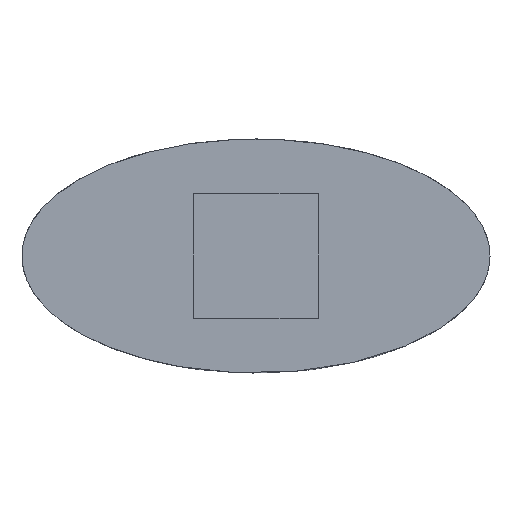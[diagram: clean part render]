
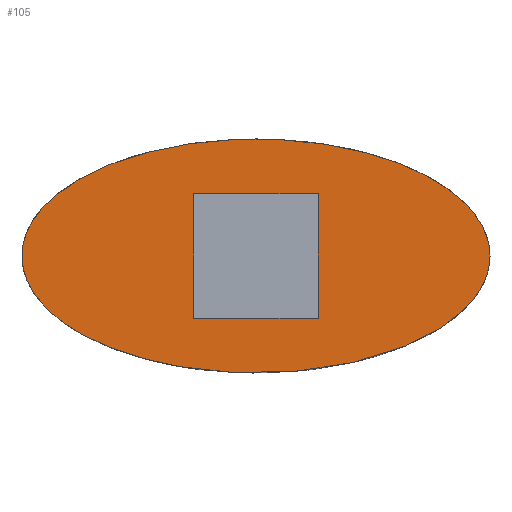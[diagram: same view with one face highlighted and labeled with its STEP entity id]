
A CAD part, left-side view. The second image highlights one B-rep face of the part: STEP entity #105.
In plain terms, the highlighted planar face has unit normal (-1, 0, 0).
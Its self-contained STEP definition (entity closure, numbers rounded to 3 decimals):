
#55=CARTESIAN_POINT('',(116.065,91.144,5.045));
#56=DIRECTION('',(1.,0.,0.));
#57=DIRECTION('',(0.,-1.,-0.));
#58=AXIS2_PLACEMENT_3D('',#55,#56,#57);
#59=PLANE('',#58);
#60=CARTESIAN_POINT('',(116.065,86.187,4.145));
#61=VERTEX_POINT('',#60);
#62=CARTESIAN_POINT('',(116.065,84.487,4.145));
#63=VERTEX_POINT('',#62);
#64=CARTESIAN_POINT('',(116.065,86.187,4.145));
#65=DIRECTION('',(0.,-1.,-0.));
#66=VECTOR('',#65,1.7);
#67=LINE('',#64,#66);
#68=EDGE_CURVE('',#61,#63,#67,.T.);
#69=ORIENTED_EDGE('',*,*,#68,.T.);
#70=CARTESIAN_POINT('',(116.065,84.487,2.445));
#71=VERTEX_POINT('',#70);
#72=CARTESIAN_POINT('',(116.065,84.487,4.145));
#73=DIRECTION('',(0.,0.,-1.));
#74=VECTOR('',#73,1.7);
#75=LINE('',#72,#74);
#76=EDGE_CURVE('',#63,#71,#75,.T.);
#77=ORIENTED_EDGE('',*,*,#76,.T.);
#78=CARTESIAN_POINT('',(116.065,86.187,2.445));
#79=VERTEX_POINT('',#78);
#80=CARTESIAN_POINT('',(116.065,84.487,2.445));
#81=DIRECTION('',(-0.,1.,0.));
#82=VECTOR('',#81,1.7);
#83=LINE('',#80,#82);
#84=EDGE_CURVE('',#71,#79,#83,.T.);
#85=ORIENTED_EDGE('',*,*,#84,.T.);
#86=CARTESIAN_POINT('',(116.065,86.187,2.445));
#87=DIRECTION('',(-0.,-0.,1.));
#88=VECTOR('',#87,1.7);
#89=LINE('',#86,#88);
#90=EDGE_CURVE('',#79,#61,#89,.T.);
#91=ORIENTED_EDGE('',*,*,#90,.T.);
#92=EDGE_LOOP('',(#69,#77,#85,#91));
#93=FACE_BOUND('',#92,.T.);
#94=CARTESIAN_POINT('',(116.065,82.137,3.295));
#95=VERTEX_POINT('',#94);
#96=CARTESIAN_POINT('',(116.065,85.337,3.295));
#97=DIRECTION('',(-1.,-0.,-0.));
#98=DIRECTION('',(0.,-1.,0.));
#99=AXIS2_PLACEMENT_3D('',#96,#97,#98);
#100=ELLIPSE('',#99,3.2,1.6);
#101=EDGE_CURVE('',#95,#95,#100,.T.);
#102=ORIENTED_EDGE('',*,*,#101,.T.);
#103=EDGE_LOOP('',(#102));
#104=FACE_BOUND('',#103,.T.);
#105=ADVANCED_FACE('',(#93,#104),#59,.F.);
